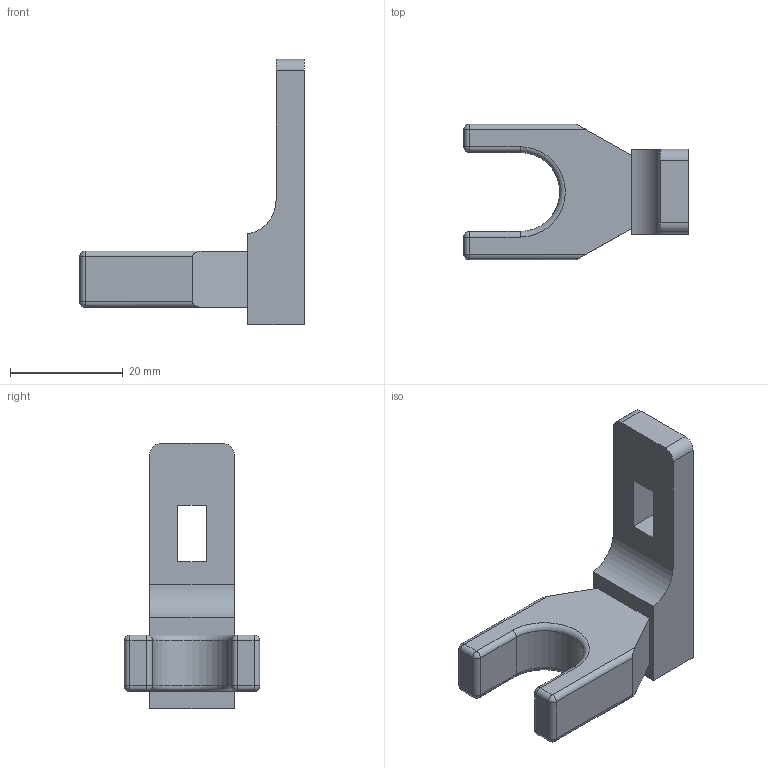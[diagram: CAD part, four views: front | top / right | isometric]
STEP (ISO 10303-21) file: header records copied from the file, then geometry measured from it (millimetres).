
FILE_DESCRIPTION(/* description */ ('STEP AP242','CAx-IF Rec.Pracs.---Representation and Presentation of Product Manufacturing Information (PMI)---4.0---2014-10-13','CAx-IF Rec.Pracs.---3D Tessellated Geometry---0.4---2014-09-14','2;1'),/* implementation_level */ '2;1');
FILE_NAME(/* name */ 'Mallet Holder Assembly',/* time_stamp */ '2024-04-15T20:14:33Z',/* author */ (''),/* organization */ (''),/* preprocessor_version */ 'ST-DEVELOPER v20',/* originating_system */ ' ',/* authorisation */ ' ');
FILE_SCHEMA (('AP242_MANAGED_MODEL_BASED_3D_ENGINEERING_MIM_LF { 1 0 10303 442 1 1 4 }'));
Length unit declared in the file: metre
Products named in the file (3): Mallet Holder Assembly; Mallet Holder; Connector Bridge
Assembly tree (2 placements, depth 2):
  Mallet Holder Assembly
    Mallet Holder
    Connector Bridge
Bounding box: 39.78 x 24 x 47 mm (x, y, z)
Volume: 8728.3 mm3; surface area: 4517.9 mm2
Topology: 2 solids, 2 shells, 56 faces, 136 edges, 76 vertices
Faces by surface type: plane 26, cylinder 20, sphere 8, torus 2
Entity records: 1622 total; most frequent: DIRECTION 288, CARTESIAN_POINT 263, ORIENTED_EDGE 256, EDGE_CURVE 128, AXIS2_PLACEMENT_3D 101, LINE 86, VECTOR 86, VERTEX_POINT 76
